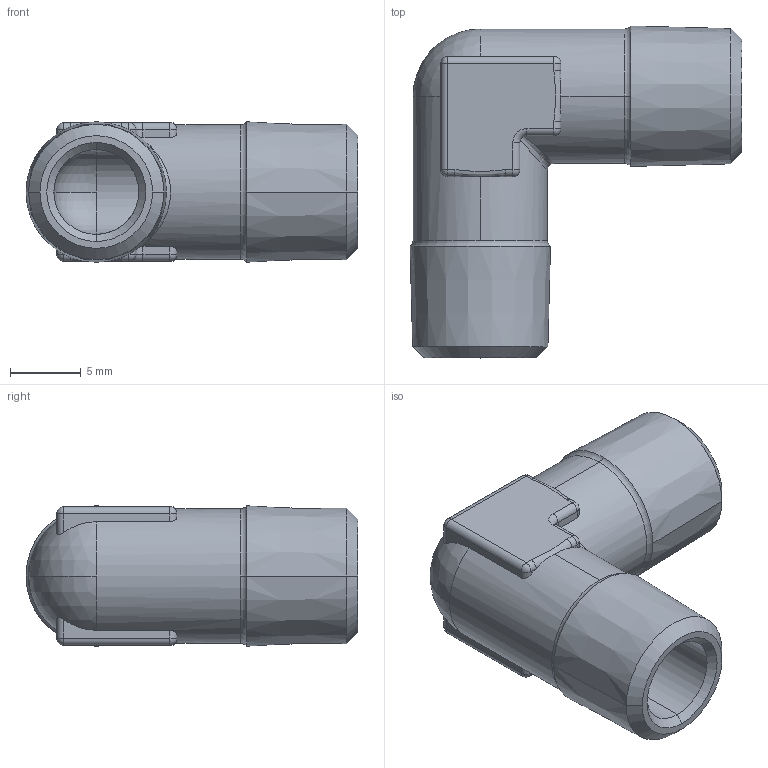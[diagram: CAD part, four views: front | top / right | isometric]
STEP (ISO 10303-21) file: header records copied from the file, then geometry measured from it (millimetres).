
FILE_DESCRIPTION (( 'STEP AP203' ), '1' );
FILE_NAME ('05250001.STEP', '2010-09-13T15:03:11', ( 'Flavio' ), ( '' ), 'SwSTEP 2.0', 'SolidWorks 2009', '' );
FILE_SCHEMA (( 'CONFIG_CONTROL_DESIGN' ));
Length unit declared in the file: millimetre
Products named in the file (1): 05250001
Bounding box: 23.46 x 23.46 x 9.93 mm (x, y, z)
Volume: 1641.8 mm3; surface area: 1872.6 mm2
Topology: 1 solids, 1 shells, 93 faces, 227 edges, 124 vertices
Faces by surface type: cylinder 36, plane 20, sphere 14, cone 12, torus 6, bspline 5
Entity records: 3242 total; most frequent: CARTESIAN_POINT 1045, DIRECTION 478, ORIENTED_EDGE 430, EDGE_CURVE 215, AXIS2_PLACEMENT_3D 197, VERTEX_POINT 124, CIRCLE 108, EDGE_LOOP 95
